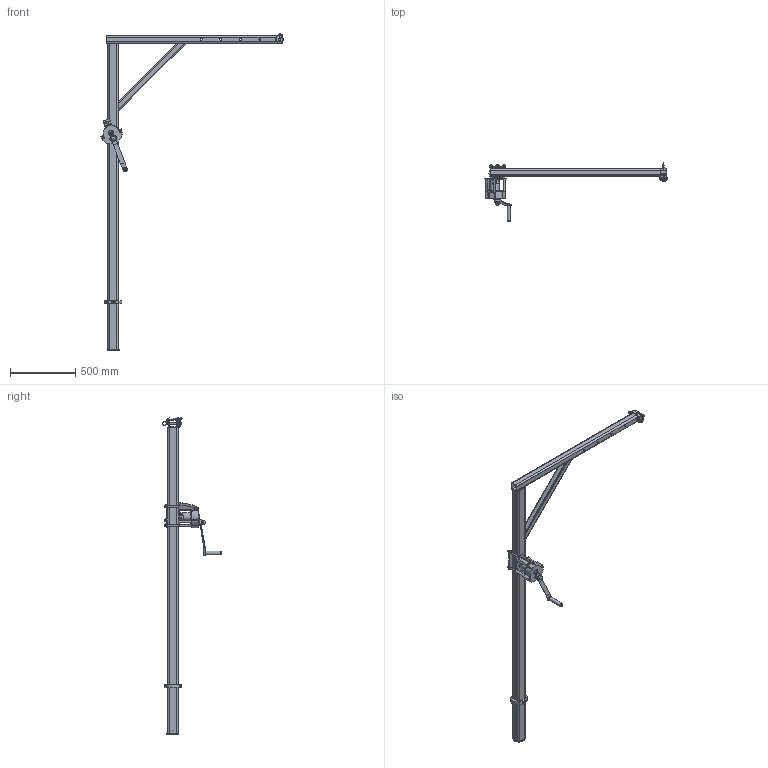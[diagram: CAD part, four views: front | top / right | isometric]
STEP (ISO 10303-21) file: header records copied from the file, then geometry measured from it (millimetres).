
FILE_DESCRIPTION(('STEP AP214'),'1');
FILE_NAME('PMH Haacon Svängkran 209769.stp','2013-06-26T08:27:34',(' '),(' '),'Spatial InterOp 3D',' ',' ');
FILE_SCHEMA(('automotive_design'));
Length unit declared in the file: millimetre
Products named in the file (27): PMH Haacon Sv_ngkran 209769; 34; 32; 31; 28; 35; 12; 10; 8; 6; 13; 5; 4; 3; 2; 1; 33; 21; 20; 19; 18; 17; 15; 24; 23; 22; 25
Assembly tree (35 placements, depth 4):
  PMH Haacon Sv_ngkran 209769
    34
    32
    31  x3
    28  x3
    35
      12  x2
      10  x2
      8  x2
      6
      13
        5
        4
        3
        2
        1
    33
      21
      20
      19
      18
      17  x2
      15  x2
    25
      24
        23
        22
Bounding box: 1399.34 x 453.97 x 2435.96 mm (x, y, z)
Volume: 5869391.6 mm3; surface area: 2545707.6 mm2
Topology: 29 solids, 30 shells, 818 faces, 1975 edges, 1276 vertices
Faces by surface type: plane 431, cylinder 238, cone 113, torus 28, bspline 7, sphere 1
Full cylindrical faces by diameter (mm): 2 x8, 2.66 x2, 2.8 x10, 3.5 x2, 4.2 x2, 4.4 x1, 5 x2, 5.5 x4, 6 x2, 8 x3, 10.2 x3, 12 x7, 12.5 x2, 13 x6, 14 x1, 14.2 x1, 14.5 x12, 15 x1, 16 x7, 17 x2, 18 x3, 20 x3, 28 x1, 30 x4, 33 x1, 36 x1, 40 x3, 40.2 x1, 55 x1, 58 x2
Entity records: 32115 total; most frequent: CARTESIAN_POINT 10667, DIRECTION 3262, ORIENTED_EDGE 2942, EDGE_CURVE 1471, AXIS2_PLACEMENT_3D 1224, VERTEX_POINT 1040, EDGE_LOOP 949, LINE 814
